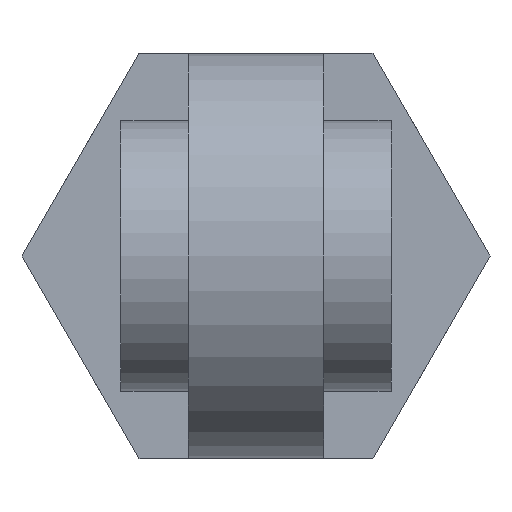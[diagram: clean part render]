
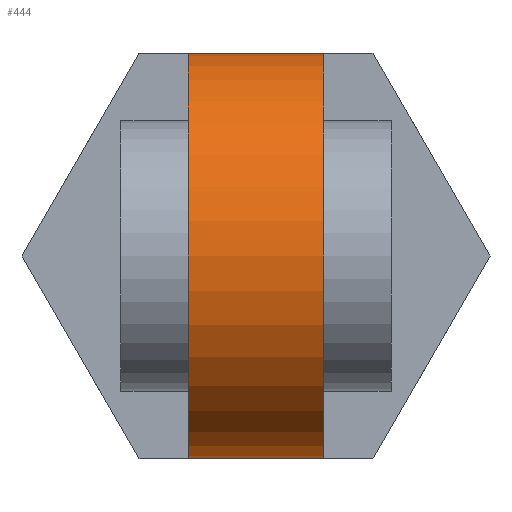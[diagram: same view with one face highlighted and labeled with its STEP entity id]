
A CAD part, front view. The second image highlights one B-rep face of the part: STEP entity #444.
In plain terms, the highlighted cylindrical face has radius 15 mm (diameter 30 mm), a partial arc.
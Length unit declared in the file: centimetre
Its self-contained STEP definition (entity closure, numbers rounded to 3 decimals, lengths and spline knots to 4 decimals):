
#92 = CARTESIAN_POINT ( 'NONE',  ( -1.7321, -3.5, 0. ) ) ;
#105 = DIRECTION ( 'NONE',  ( 0., 0., -1. ) ) ;
#114 = ORIENTED_EDGE ( 'NONE', *, *, #730, .F. ) ;
#119 = CARTESIAN_POINT ( 'NONE',  ( -0.5, -3.5, -1.5 ) ) ;
#135 = CIRCLE ( 'NONE', #212, 1.5 ) ;
#165 = DIRECTION ( 'NONE',  ( 0., 0., -1. ) ) ;
#175 = AXIS2_PLACEMENT_3D ( 'NONE', #92, #245, #165 ) ;
#187 = AXIS2_PLACEMENT_3D ( 'NONE', #783, #1014, #306 ) ;
#195 = CARTESIAN_POINT ( 'NONE',  ( 0.5, -3.5, 1.5 ) ) ;
#212 = AXIS2_PLACEMENT_3D ( 'NONE', #502, #964, #105 ) ;
#245 = DIRECTION ( 'NONE',  ( 1., 0., 0. ) ) ;
#266 = LINE ( 'NONE', #577, #864 ) ;
#300 = EDGE_CURVE ( 'NONE', #914, #492, #266, .T. ) ;
#306 = DIRECTION ( 'NONE',  ( 0., 0., 1. ) ) ;
#419 = CYLINDRICAL_SURFACE ( 'NONE', #175, 1.5 ) ;
#444 = ADVANCED_FACE ( 'NONE', ( #550 ), #419, .T. ) ;
#465 = DIRECTION ( 'NONE',  ( 1., 0., 0. ) ) ;
#466 = LINE ( 'NONE', #945, #838 ) ;
#492 = VERTEX_POINT ( 'NONE', #811 ) ;
#502 = CARTESIAN_POINT ( 'NONE',  ( -0.5, -3.5, 0. ) ) ;
#505 = EDGE_LOOP ( 'NONE', ( #982, #114, #905, #935 ) ) ;
#550 = FACE_OUTER_BOUND ( 'NONE', #505, .T. ) ;
#577 = CARTESIAN_POINT ( 'NONE',  ( -1.7321, -3.5, -1.5 ) ) ;
#730 = EDGE_CURVE ( 'NONE', #814, #852, #466, .T. ) ;
#783 = CARTESIAN_POINT ( 'NONE',  ( 0.5, -3.5, 0. ) ) ;
#811 = CARTESIAN_POINT ( 'NONE',  ( 0.5, -3.5, -1.5 ) ) ;
#814 = VERTEX_POINT ( 'NONE', #859 ) ;
#838 = VECTOR ( 'NONE', #465, 100. ) ;
#852 = VERTEX_POINT ( 'NONE', #195 ) ;
#859 = CARTESIAN_POINT ( 'NONE',  ( -0.5, -3.5, 1.5 ) ) ;
#864 = VECTOR ( 'NONE', #907, 100. ) ;
#905 = ORIENTED_EDGE ( 'NONE', *, *, #928, .F. ) ;
#907 = DIRECTION ( 'NONE',  ( 1., 0., 0. ) ) ;
#914 = VERTEX_POINT ( 'NONE', #119 ) ;
#928 = EDGE_CURVE ( 'NONE', #914, #814, #135, .T. ) ;
#935 = ORIENTED_EDGE ( 'NONE', *, *, #300, .T. ) ;
#945 = CARTESIAN_POINT ( 'NONE',  ( -1.7321, -3.5, 1.5 ) ) ;
#964 = DIRECTION ( 'NONE',  ( -1., 0., 0. ) ) ;
#982 = ORIENTED_EDGE ( 'NONE', *, *, #1011, .F. ) ;
#998 = CIRCLE ( 'NONE', #187, 1.5 ) ;
#1011 = EDGE_CURVE ( 'NONE', #852, #492, #998, .T. ) ;
#1014 = DIRECTION ( 'NONE',  ( 1., 0., 0. ) ) ;
